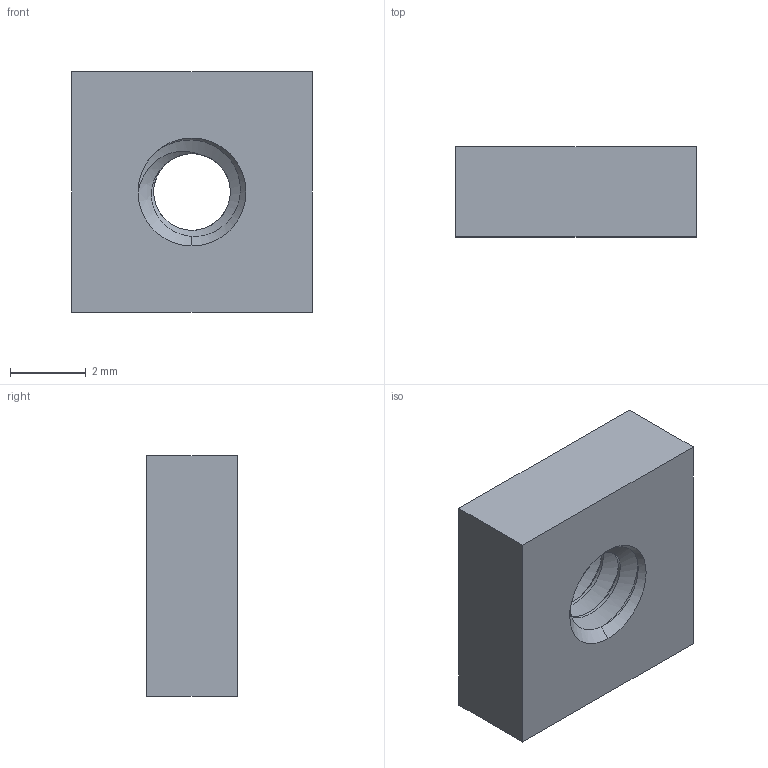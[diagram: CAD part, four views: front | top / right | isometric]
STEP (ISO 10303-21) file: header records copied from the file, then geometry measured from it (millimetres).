
FILE_DESCRIPTION (( 'STEP AP203' ), '1' );
FILE_NAME ('94855A281.step', '2016-09-12T14:10:12', ( '' ), ( '' ), 'SwSTEP 2.0', 'SolidWorks 2010', '' );
FILE_SCHEMA (( 'CONFIG_CONTROL_DESIGN' ));
Length unit declared in the file: inch
Products named in the file (1): 94855A281
Bounding box: 6.35 x 2.38 x 6.35 mm (x, y, z)
Volume: 84.3 mm3; surface area: 159.9 mm2
Topology: 1 solids, 1 shells, 25 faces, 64 edges, 41 vertices
Faces by surface type: cylinder 9, cone 7, plane 6, bspline 3
Entity records: 1347 total; most frequent: CARTESIAN_POINT 745, ORIENTED_EDGE 128, DIRECTION 85, EDGE_CURVE 64, VERTEX_POINT 41, AXIS2_PLACEMENT_3D 30, EDGE_LOOP 27, LINE 25
